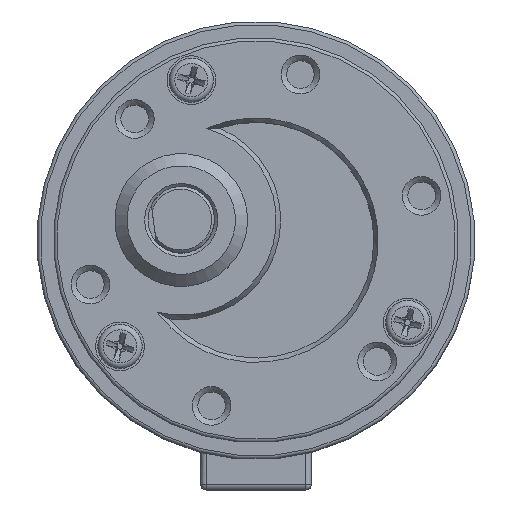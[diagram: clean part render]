
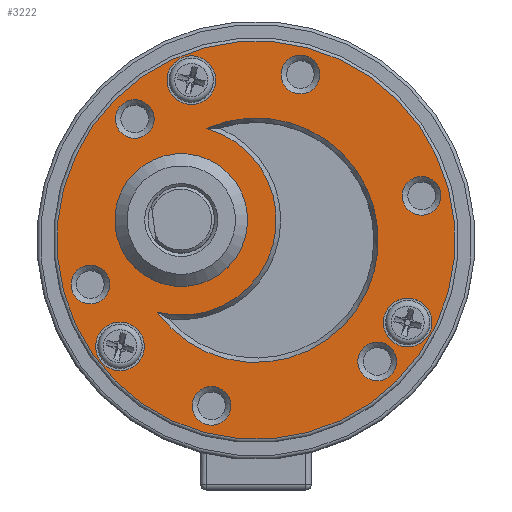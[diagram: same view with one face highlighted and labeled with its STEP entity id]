
A CAD part, top view. The second image highlights one B-rep face of the part: STEP entity #3222.
In plain terms, the highlighted planar face has unit normal (0, 0, 1).
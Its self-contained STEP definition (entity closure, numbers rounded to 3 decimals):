
#3222=ADVANCED_FACE('',(#4015,#4016,#4017,#4018,#4019,#4020,#4021,#4022,
#4023,#4024,#4025,#4026),#3716,.T.);
#3716=PLANE('',#9434);
#4015=FACE_BOUND('',#4236,.T.);
#4016=FACE_BOUND('',#4237,.T.);
#4017=FACE_BOUND('',#4238,.T.);
#4018=FACE_BOUND('',#4239,.T.);
#4019=FACE_BOUND('',#4240,.T.);
#4020=FACE_BOUND('',#4241,.T.);
#4021=FACE_BOUND('',#4242,.T.);
#4022=FACE_BOUND('',#4243,.T.);
#4023=FACE_BOUND('',#4244,.T.);
#4024=FACE_BOUND('',#4245,.T.);
#4025=FACE_BOUND('',#4246,.T.);
#4026=FACE_BOUND('',#4247,.T.);
#4236=EDGE_LOOP('',(#4851));
#4237=EDGE_LOOP('',(#4852));
#4238=EDGE_LOOP('',(#4853));
#4239=EDGE_LOOP('',(#4854));
#4240=EDGE_LOOP('',(#4855));
#4241=EDGE_LOOP('',(#4856));
#4242=EDGE_LOOP('',(#4857));
#4243=EDGE_LOOP('',(#4858));
#4244=EDGE_LOOP('',(#4859));
#4245=EDGE_LOOP('',(#4860));
#4246=EDGE_LOOP('',(#4861));
#4247=EDGE_LOOP('',(#4862,#4863));
#4851=ORIENTED_EDGE('',*,*,#7775,.T.);
#4852=ORIENTED_EDGE('',*,*,#7776,.T.);
#4853=ORIENTED_EDGE('',*,*,#7777,.T.);
#4854=ORIENTED_EDGE('',*,*,#7778,.F.);
#4855=ORIENTED_EDGE('',*,*,#7779,.T.);
#4856=ORIENTED_EDGE('',*,*,#7780,.T.);
#4857=ORIENTED_EDGE('',*,*,#7781,.T.);
#4858=ORIENTED_EDGE('',*,*,#7782,.T.);
#4859=ORIENTED_EDGE('',*,*,#7783,.T.);
#4860=ORIENTED_EDGE('',*,*,#7784,.T.);
#4861=ORIENTED_EDGE('',*,*,#7785,.T.);
#4862=ORIENTED_EDGE('',*,*,#7786,.T.);
#4863=ORIENTED_EDGE('',*,*,#7787,.T.);
#7031=VERTEX_POINT('',#12535);
#7032=VERTEX_POINT('',#12537);
#7033=VERTEX_POINT('',#12539);
#7034=VERTEX_POINT('',#12541);
#7035=VERTEX_POINT('',#12543);
#7036=VERTEX_POINT('',#12545);
#7037=VERTEX_POINT('',#12547);
#7038=VERTEX_POINT('',#12549);
#7039=VERTEX_POINT('',#12551);
#7040=VERTEX_POINT('',#12553);
#7041=VERTEX_POINT('',#12555);
#7042=VERTEX_POINT('',#12557);
#7043=VERTEX_POINT('',#12558);
#7775=EDGE_CURVE('',#7031,#7031,#8865,.T.);
#7776=EDGE_CURVE('',#7032,#7032,#8866,.T.);
#7777=EDGE_CURVE('',#7033,#7033,#8867,.T.);
#7778=EDGE_CURVE('',#7034,#7034,#8868,.T.);
#7779=EDGE_CURVE('',#7035,#7035,#8869,.T.);
#7780=EDGE_CURVE('',#7036,#7036,#8870,.T.);
#7781=EDGE_CURVE('',#7037,#7037,#8871,.T.);
#7782=EDGE_CURVE('',#7038,#7038,#8872,.T.);
#7783=EDGE_CURVE('',#7039,#7039,#8873,.T.);
#7784=EDGE_CURVE('',#7040,#7040,#8874,.T.);
#7785=EDGE_CURVE('',#7041,#7041,#8875,.T.);
#7786=EDGE_CURVE('',#7042,#7043,#8876,.T.);
#7787=EDGE_CURVE('',#7043,#7042,#8877,.T.);
#8865=CIRCLE('',#9421,1.75);
#8866=CIRCLE('',#9422,1.75);
#8867=CIRCLE('',#9423,1.75);
#8868=CIRCLE('',#9424,6.);
#8869=CIRCLE('',#9425,1.75);
#8870=CIRCLE('',#9426,1.75);
#8871=CIRCLE('',#9427,1.75);
#8872=CIRCLE('',#9428,18.);
#8873=CIRCLE('',#9429,2.2);
#8874=CIRCLE('',#9430,2.2);
#8875=CIRCLE('',#9431,2.2);
#8876=CIRCLE('',#9432,8.596);
#8877=CIRCLE('',#9433,11.054);
#9421=AXIS2_PLACEMENT_3D('',#12534,#10257,#10258);
#9422=AXIS2_PLACEMENT_3D('',#12536,#10259,#10260);
#9423=AXIS2_PLACEMENT_3D('',#12538,#10261,#10262);
#9424=AXIS2_PLACEMENT_3D('',#12540,#10263,#10264);
#9425=AXIS2_PLACEMENT_3D('',#12542,#10265,#10266);
#9426=AXIS2_PLACEMENT_3D('',#12544,#10267,#10268);
#9427=AXIS2_PLACEMENT_3D('',#12546,#10269,#10270);
#9428=AXIS2_PLACEMENT_3D('',#12548,#10271,#10272);
#9429=AXIS2_PLACEMENT_3D('',#12550,#10273,#10274);
#9430=AXIS2_PLACEMENT_3D('',#12552,#10275,#10276);
#9431=AXIS2_PLACEMENT_3D('',#12554,#10277,#10278);
#9432=AXIS2_PLACEMENT_3D('',#12556,#10279,#10280);
#9433=AXIS2_PLACEMENT_3D('',#12559,#10281,#10282);
#9434=AXIS2_PLACEMENT_3D('',#12560,#10283,#10284);
#10257=DIRECTION('',(0.,0.,-1.));
#10258=DIRECTION('',(-0.966,0.259,0.));
#10259=DIRECTION('',(0.,0.,-1.));
#10260=DIRECTION('',(-0.966,0.259,0.));
#10261=DIRECTION('',(0.,0.,-1.));
#10262=DIRECTION('',(-0.966,0.259,0.));
#10263=DIRECTION('',(0.,0.,1.));
#10264=DIRECTION('',(-0.966,0.259,0.));
#10265=DIRECTION('',(0.,0.,-1.));
#10266=DIRECTION('',(-0.966,0.259,0.));
#10267=DIRECTION('',(0.,0.,-1.));
#10268=DIRECTION('',(-0.966,0.259,0.));
#10269=DIRECTION('',(0.,0.,-1.));
#10270=DIRECTION('',(-0.966,0.259,0.));
#10271=DIRECTION('',(0.,0.,1.));
#10272=DIRECTION('',(-0.966,0.259,0.));
#10273=DIRECTION('',(0.,0.,-1.));
#10274=DIRECTION('',(0.966,-0.259,0.));
#10275=DIRECTION('',(0.,0.,-1.));
#10276=DIRECTION('',(0.966,-0.259,0.));
#10277=DIRECTION('',(0.,0.,-1.));
#10278=DIRECTION('',(0.966,-0.259,0.));
#10279=DIRECTION('',(0.,0.,1.));
#10280=DIRECTION('',(-0.966,0.259,0.));
#10281=DIRECTION('',(0.,0.,-1.));
#10282=DIRECTION('',(-0.966,0.259,0.));
#10283=DIRECTION('',(0.,0.,1.));
#10284=DIRECTION('',(-0.966,0.259,0.));
#12534=CARTESIAN_POINT('',(10.96,-10.96,53.55));
#12535=CARTESIAN_POINT('',(9.27,-10.507,53.55));
#12536=CARTESIAN_POINT('',(-14.972,-4.012,53.55));
#12537=CARTESIAN_POINT('',(-16.662,-3.559,53.55));
#12538=CARTESIAN_POINT('',(4.012,14.972,53.55));
#12539=CARTESIAN_POINT('',(2.321,15.425,53.55));
#12540=CARTESIAN_POINT('',(-6.761,1.812,53.55));
#12541=CARTESIAN_POINT('',(-12.557,3.365,53.55));
#12542=CARTESIAN_POINT('',(-4.012,-14.972,53.55));
#12543=CARTESIAN_POINT('',(-5.702,-14.519,53.55));
#12544=CARTESIAN_POINT('',(14.972,4.012,53.55));
#12545=CARTESIAN_POINT('',(13.281,4.465,53.55));
#12546=CARTESIAN_POINT('',(-10.96,10.96,53.55));
#12547=CARTESIAN_POINT('',(-12.651,11.413,53.55));
#12548=CARTESIAN_POINT('',(0.,0.,
53.55));
#12549=CARTESIAN_POINT('',(-17.387,4.659,53.55));
#12550=CARTESIAN_POINT('',(13.71,-7.444,53.55));
#12551=CARTESIAN_POINT('',(15.835,-8.013,53.55));
#12552=CARTESIAN_POINT('',(-5.844,14.464,53.55));
#12553=CARTESIAN_POINT('',(-3.719,13.895,53.55));
#12554=CARTESIAN_POINT('',(-12.293,-9.604,53.55));
#12555=CARTESIAN_POINT('',(-10.168,-10.174,53.55));
#12556=CARTESIAN_POINT('',(-6.761,1.812,53.55));
#12557=CARTESIAN_POINT('',(-8.938,-6.504,53.55));
#12558=CARTESIAN_POINT('',(-4.489,10.102,53.55));
#12559=CARTESIAN_POINT('',(0.,0.,
53.55));
#12560=CARTESIAN_POINT('',(0.,0.,
53.55));
